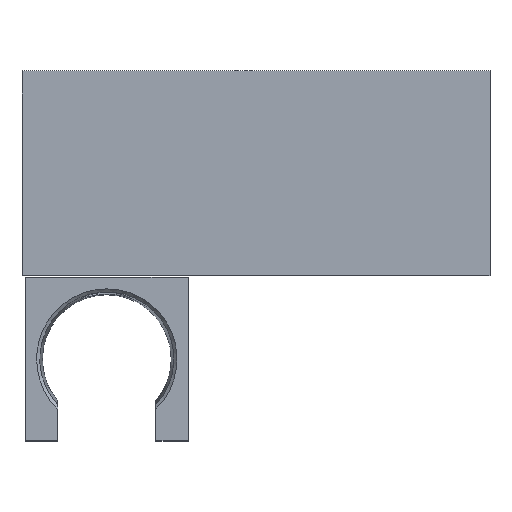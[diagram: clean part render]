
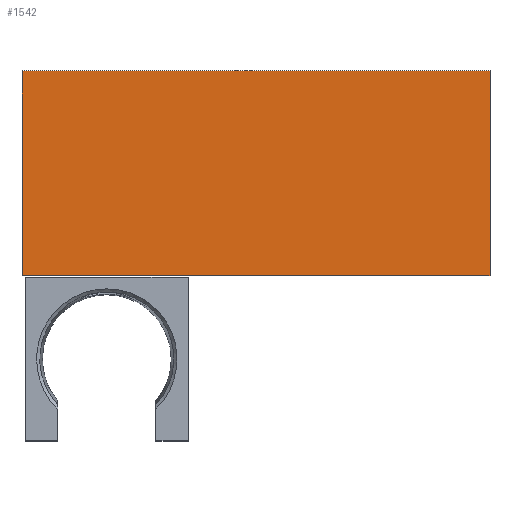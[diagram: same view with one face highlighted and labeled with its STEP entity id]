
A CAD part, top view. The second image highlights one B-rep face of the part: STEP entity #1542.
In plain terms, the highlighted planar face has unit normal (0, 0, 1).
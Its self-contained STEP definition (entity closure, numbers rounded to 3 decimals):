
#17 = EDGE_CURVE ( 'NONE', #1534, #2546, #2674, .T. ) ;
#89 = CARTESIAN_POINT ( 'NONE',  ( -45.926, -13.615, 7.5 ) ) ;
#90 = DIRECTION ( 'NONE',  ( 0., 1., 0. ) ) ;
#114 = VECTOR ( 'NONE', #778, 1000. ) ;
#143 = ORIENTED_EDGE ( 'NONE', *, *, #2642, .T. ) ;
#254 = VECTOR ( 'NONE', #90, 1000. ) ;
#394 = LINE ( 'NONE', #1390, #2310 ) ;
#412 = EDGE_LOOP ( 'NONE', ( #143, #1595, #705, #1012 ) ) ;
#594 = CARTESIAN_POINT ( 'NONE',  ( -5.926, -31.115, 7.5 ) ) ;
#597 = VERTEX_POINT ( 'NONE', #1706 ) ;
#684 = PLANE ( 'NONE',  #1393 ) ;
#693 = DIRECTION ( 'NONE',  ( 1., 0., 0. ) ) ;
#705 = ORIENTED_EDGE ( 'NONE', *, *, #1599, .T. ) ;
#719 = CARTESIAN_POINT ( 'NONE',  ( -85.926, -31.115, 7.5 ) ) ;
#752 = DIRECTION ( 'NONE',  ( -1., 0., 0. ) ) ;
#753 = LINE ( 'NONE', #1100, #254 ) ;
#778 = DIRECTION ( 'NONE',  ( 1., 0., 0. ) ) ;
#984 = CARTESIAN_POINT ( 'NONE',  ( -85.926, 3.885, 7.5 ) ) ;
#1012 = ORIENTED_EDGE ( 'NONE', *, *, #17, .T. ) ;
#1100 = CARTESIAN_POINT ( 'NONE',  ( -5.926, 3.885, 7.5 ) ) ;
#1126 = CARTESIAN_POINT ( 'NONE',  ( -85.926, 3.885, 7.5 ) ) ;
#1141 = FACE_OUTER_BOUND ( 'NONE', #412, .T. ) ;
#1154 = DIRECTION ( 'NONE',  ( 0., 0., 1. ) ) ;
#1390 = CARTESIAN_POINT ( 'NONE',  ( -85.926, 3.885, 7.5 ) ) ;
#1393 = AXIS2_PLACEMENT_3D ( 'NONE', #89, #1154, #693 ) ;
#1534 = VERTEX_POINT ( 'NONE', #719 ) ;
#1542 = ADVANCED_FACE ( 'NONE', ( #1141 ), #684, .T. ) ;
#1595 = ORIENTED_EDGE ( 'NONE', *, *, #1699, .T. ) ;
#1599 = EDGE_CURVE ( 'NONE', #2619, #1534, #394, .T. ) ;
#1699 = EDGE_CURVE ( 'NONE', #597, #2619, #2039, .T. ) ;
#1706 = CARTESIAN_POINT ( 'NONE',  ( -5.926, 3.885, 7.5 ) ) ;
#2036 = VECTOR ( 'NONE', #752, 1000. ) ;
#2039 = LINE ( 'NONE', #984, #2036 ) ;
#2211 = DIRECTION ( 'NONE',  ( 0., -1., 0. ) ) ;
#2310 = VECTOR ( 'NONE', #2211, 1000. ) ;
#2546 = VERTEX_POINT ( 'NONE', #594 ) ;
#2619 = VERTEX_POINT ( 'NONE', #1126 ) ;
#2642 = EDGE_CURVE ( 'NONE', #2546, #597, #753, .T. ) ;
#2659 = CARTESIAN_POINT ( 'NONE',  ( -85.926, -31.115, 7.5 ) ) ;
#2674 = LINE ( 'NONE', #2659, #114 ) ;
